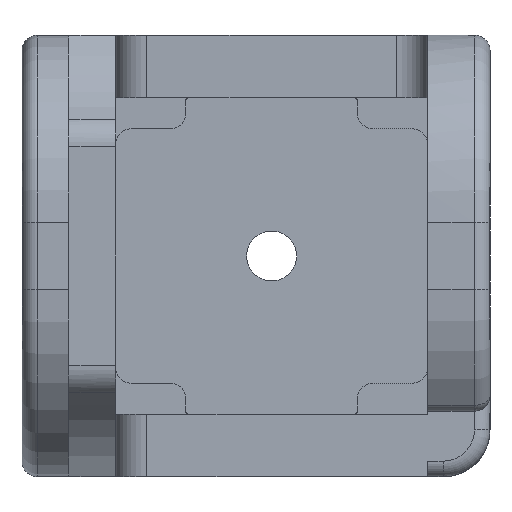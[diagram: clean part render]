
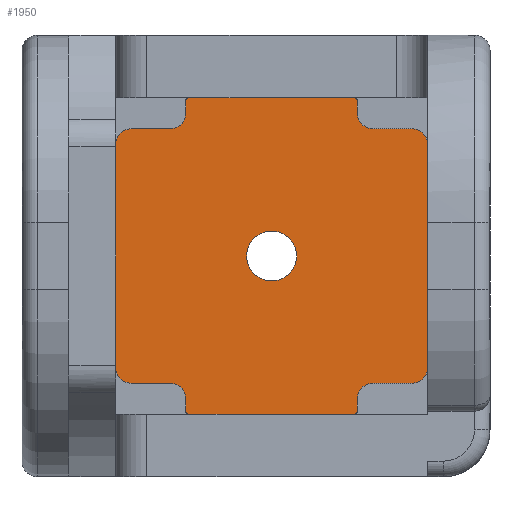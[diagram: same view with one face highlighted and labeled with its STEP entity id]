
A CAD part, left-side view. The second image highlights one B-rep face of the part: STEP entity #1950.
In plain terms, the highlighted planar face has unit normal (-1, 0, 0).
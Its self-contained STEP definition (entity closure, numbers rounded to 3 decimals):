
#115=FACE_BOUND('',#243,.T.);
#128=FACE_OUTER_BOUND('',#242,.T.);
#242=EDGE_LOOP('',(#1364,#1365,#1366,#1367,#1368,#1369,#1370,#1371,#1372,
#1373,#1374,#1375,#1376,#1377,#1378,#1379,#1380,#1381,#1382,#1383,#1384,
#1385,#1386,#1387));
#243=EDGE_LOOP('',(#1388));
#369=CIRCLE('',#2095,0.2);
#370=CIRCLE('',#2096,1.);
#371=CIRCLE('',#2097,1.);
#372=CIRCLE('',#2098,1.);
#373=CIRCLE('',#2099,1.);
#374=CIRCLE('',#2100,0.2);
#375=CIRCLE('',#2101,0.2);
#376=CIRCLE('',#2102,1.);
#377=CIRCLE('',#2103,1.);
#378=CIRCLE('',#2104,1.);
#379=CIRCLE('',#2105,1.);
#380=CIRCLE('',#2106,0.2);
#381=CIRCLE('',#2107,1.6);
#465=LINE('',#2944,#634);
#469=LINE('',#2951,#638);
#472=LINE('',#2957,#641);
#480=LINE('',#2976,#649);
#491=LINE('',#3012,#660);
#496=LINE('',#3028,#665);
#502=LINE('',#3045,#671);
#503=LINE('',#3052,#672);
#504=LINE('',#3057,#673);
#505=LINE('',#3061,#674);
#506=LINE('',#3066,#675);
#507=LINE('',#3070,#676);
#634=VECTOR('',#2319,1000.);
#638=VECTOR('',#2325,1000.);
#641=VECTOR('',#2330,1000.);
#649=VECTOR('',#2342,1000.);
#660=VECTOR('',#2369,1000.);
#665=VECTOR('',#2382,1000.);
#671=VECTOR('',#2396,1000.);
#672=VECTOR('',#2405,1000.);
#673=VECTOR('',#2410,1000.);
#674=VECTOR('',#2413,1000.);
#675=VECTOR('',#2418,1000.);
#676=VECTOR('',#2421,1000.);
#809=VERTEX_POINT('',#2942);
#810=VERTEX_POINT('',#2943);
#811=VERTEX_POINT('',#2948);
#812=VERTEX_POINT('',#2950);
#813=VERTEX_POINT('',#2954);
#814=VERTEX_POINT('',#2956);
#822=VERTEX_POINT('',#2973);
#823=VERTEX_POINT('',#2975);
#839=VERTEX_POINT('',#3009);
#840=VERTEX_POINT('',#3011);
#846=VERTEX_POINT('',#3026);
#847=VERTEX_POINT('',#3027);
#853=VERTEX_POINT('',#3042);
#854=VERTEX_POINT('',#3044);
#855=VERTEX_POINT('',#3049);
#856=VERTEX_POINT('',#3051);
#857=VERTEX_POINT('',#3054);
#858=VERTEX_POINT('',#3056);
#859=VERTEX_POINT('',#3058);
#860=VERTEX_POINT('',#3060);
#861=VERTEX_POINT('',#3063);
#862=VERTEX_POINT('',#3065);
#863=VERTEX_POINT('',#3067);
#864=VERTEX_POINT('',#3069);
#865=VERTEX_POINT('',#3072);
#1002=EDGE_CURVE('',#809,#810,#465,.T.);
#1006=EDGE_CURVE('',#812,#811,#469,.T.);
#1009=EDGE_CURVE('',#814,#813,#472,.T.);
#1018=EDGE_CURVE('',#823,#822,#480,.T.);
#1036=EDGE_CURVE('',#839,#840,#491,.T.);
#1044=EDGE_CURVE('',#846,#847,#496,.T.);
#1052=EDGE_CURVE('',#813,#853,#369,.F.);
#1053=EDGE_CURVE('',#854,#853,#502,.T.);
#1054=EDGE_CURVE('',#854,#812,#370,.T.);
#1055=EDGE_CURVE('',#811,#840,#371,.F.);
#1056=EDGE_CURVE('',#839,#810,#372,.F.);
#1057=EDGE_CURVE('',#809,#855,#373,.T.);
#1058=EDGE_CURVE('',#856,#855,#503,.T.);
#1059=EDGE_CURVE('',#856,#847,#374,.F.);
#1060=EDGE_CURVE('',#846,#857,#375,.F.);
#1061=EDGE_CURVE('',#857,#858,#504,.T.);
#1062=EDGE_CURVE('',#858,#859,#376,.T.);
#1063=EDGE_CURVE('',#860,#859,#505,.T.);
#1064=EDGE_CURVE('',#860,#823,#377,.F.);
#1065=EDGE_CURVE('',#822,#861,#378,.F.);
#1066=EDGE_CURVE('',#861,#862,#506,.T.);
#1067=EDGE_CURVE('',#862,#863,#379,.T.);
#1068=EDGE_CURVE('',#863,#864,#507,.T.);
#1069=EDGE_CURVE('',#864,#814,#380,.F.);
#1070=EDGE_CURVE('',#865,#865,#381,.T.);
#1364=ORIENTED_EDGE('',*,*,#1009,.T.);
#1365=ORIENTED_EDGE('',*,*,#1052,.T.);
#1366=ORIENTED_EDGE('',*,*,#1053,.F.);
#1367=ORIENTED_EDGE('',*,*,#1054,.T.);
#1368=ORIENTED_EDGE('',*,*,#1006,.T.);
#1369=ORIENTED_EDGE('',*,*,#1055,.T.);
#1370=ORIENTED_EDGE('',*,*,#1036,.F.);
#1371=ORIENTED_EDGE('',*,*,#1056,.T.);
#1372=ORIENTED_EDGE('',*,*,#1002,.F.);
#1373=ORIENTED_EDGE('',*,*,#1057,.T.);
#1374=ORIENTED_EDGE('',*,*,#1058,.F.);
#1375=ORIENTED_EDGE('',*,*,#1059,.T.);
#1376=ORIENTED_EDGE('',*,*,#1044,.F.);
#1377=ORIENTED_EDGE('',*,*,#1060,.T.);
#1378=ORIENTED_EDGE('',*,*,#1061,.T.);
#1379=ORIENTED_EDGE('',*,*,#1062,.T.);
#1380=ORIENTED_EDGE('',*,*,#1063,.F.);
#1381=ORIENTED_EDGE('',*,*,#1064,.T.);
#1382=ORIENTED_EDGE('',*,*,#1018,.T.);
#1383=ORIENTED_EDGE('',*,*,#1065,.T.);
#1384=ORIENTED_EDGE('',*,*,#1066,.T.);
#1385=ORIENTED_EDGE('',*,*,#1067,.T.);
#1386=ORIENTED_EDGE('',*,*,#1068,.T.);
#1387=ORIENTED_EDGE('',*,*,#1069,.T.);
#1388=ORIENTED_EDGE('',*,*,#1070,.T.);
#1908=PLANE('',#2094);
#1950=ADVANCED_FACE('',(#128,#115),#1908,.F.);
#2094=AXIS2_PLACEMENT_3D('',#3041,#2392,#2393);
#2095=AXIS2_PLACEMENT_3D('',#3043,#2394,#2395);
#2096=AXIS2_PLACEMENT_3D('',#3046,#2397,#2398);
#2097=AXIS2_PLACEMENT_3D('',#3047,#2399,#2400);
#2098=AXIS2_PLACEMENT_3D('',#3048,#2401,#2402);
#2099=AXIS2_PLACEMENT_3D('',#3050,#2403,#2404);
#2100=AXIS2_PLACEMENT_3D('',#3053,#2406,#2407);
#2101=AXIS2_PLACEMENT_3D('',#3055,#2408,#2409);
#2102=AXIS2_PLACEMENT_3D('',#3059,#2411,#2412);
#2103=AXIS2_PLACEMENT_3D('',#3062,#2414,#2415);
#2104=AXIS2_PLACEMENT_3D('',#3064,#2416,#2417);
#2105=AXIS2_PLACEMENT_3D('',#3068,#2419,#2420);
#2106=AXIS2_PLACEMENT_3D('',#3071,#2422,#2423);
#2107=AXIS2_PLACEMENT_3D('',#3073,#2424,#2425);
#2319=DIRECTION('',(0.,-1.,0.));
#2325=DIRECTION('',(0.,-1.,0.));
#2330=DIRECTION('',(0.,-1.,0.));
#2342=DIRECTION('',(0.,0.,-1.));
#2369=DIRECTION('',(0.,0.,-1.));
#2382=DIRECTION('',(0.,-1.,0.));
#2392=DIRECTION('center_axis',(1.,0.,0.));
#2393=DIRECTION('ref_axis',(0.,1.,0.));
#2394=DIRECTION('center_axis',(1.,0.,0.));
#2395=DIRECTION('ref_axis',(0.,0.,-1.));
#2396=DIRECTION('',(0.,0.,-1.));
#2397=DIRECTION('center_axis',(1.,0.,0.));
#2398=DIRECTION('ref_axis',(0.,0.,-1.));
#2399=DIRECTION('center_axis',(1.,0.,0.));
#2400=DIRECTION('ref_axis',(0.,0.,-1.));
#2401=DIRECTION('center_axis',(1.,0.,0.));
#2402=DIRECTION('ref_axis',(0.,0.,-1.));
#2403=DIRECTION('center_axis',(1.,0.,0.));
#2404=DIRECTION('ref_axis',(0.,0.,-1.));
#2405=DIRECTION('',(0.,0.,-1.));
#2406=DIRECTION('center_axis',(1.,0.,0.));
#2407=DIRECTION('ref_axis',(0.,0.,-1.));
#2408=DIRECTION('center_axis',(1.,0.,0.));
#2409=DIRECTION('ref_axis',(0.,0.,-1.));
#2410=DIRECTION('',(0.,0.,-1.));
#2411=DIRECTION('center_axis',(1.,0.,0.));
#2412=DIRECTION('ref_axis',(0.,0.,-1.));
#2413=DIRECTION('',(0.,-1.,0.));
#2414=DIRECTION('center_axis',(1.,0.,0.));
#2415=DIRECTION('ref_axis',(0.,0.,-1.));
#2416=DIRECTION('center_axis',(1.,0.,0.));
#2417=DIRECTION('ref_axis',(0.,0.,-1.));
#2418=DIRECTION('',(0.,-1.,0.));
#2419=DIRECTION('center_axis',(1.,0.,0.));
#2420=DIRECTION('ref_axis',(0.,0.,-1.));
#2421=DIRECTION('',(0.,0.,-1.));
#2422=DIRECTION('center_axis',(1.,0.,0.));
#2423=DIRECTION('ref_axis',(0.,0.,-1.));
#2424=DIRECTION('center_axis',(1.,0.,0.));
#2425=DIRECTION('ref_axis',(0.,0.,-1.));
#2942=CARTESIAN_POINT('',(41.,-6.5,8.15));
#2943=CARTESIAN_POINT('',(41.,-9.,8.15));
#2944=CARTESIAN_POINT('',(41.,0.,8.15));
#2948=CARTESIAN_POINT('',(41.,-9.,-8.15));
#2950=CARTESIAN_POINT('',(41.,-6.5,-8.15));
#2951=CARTESIAN_POINT('',(41.,0.,-8.15));
#2954=CARTESIAN_POINT('',(41.,-5.3,-10.15));
#2956=CARTESIAN_POINT('',(41.,5.3,-10.15));
#2957=CARTESIAN_POINT('',(41.,0.,-10.15));
#2973=CARTESIAN_POINT('',(41.,10.,-7.15));
#2975=CARTESIAN_POINT('',(41.,10.,7.15));
#2976=CARTESIAN_POINT('',(41.,10.,0.));
#3009=CARTESIAN_POINT('',(41.,-10.,7.15));
#3011=CARTESIAN_POINT('',(41.,-10.,-7.15));
#3012=CARTESIAN_POINT('',(41.,-10.,0.));
#3026=CARTESIAN_POINT('',(41.,5.3,10.15));
#3027=CARTESIAN_POINT('',(41.,-5.3,10.15));
#3028=CARTESIAN_POINT('',(41.,0.,10.15));
#3041=CARTESIAN_POINT('Origin',(41.,0.,0.));
#3042=CARTESIAN_POINT('',(41.,-5.5,-9.95));
#3043=CARTESIAN_POINT('Origin',(41.,-5.3,-9.95));
#3044=CARTESIAN_POINT('',(41.,-5.5,-9.15));
#3045=CARTESIAN_POINT('',(41.,-5.5,0.));
#3046=CARTESIAN_POINT('Origin',(41.,-6.5,-9.15));
#3047=CARTESIAN_POINT('Origin',(41.,-9.,-7.15));
#3048=CARTESIAN_POINT('Origin',(41.,-9.,7.15));
#3049=CARTESIAN_POINT('',(41.,-5.5,9.15));
#3050=CARTESIAN_POINT('Origin',(41.,-6.5,9.15));
#3051=CARTESIAN_POINT('',(41.,-5.5,9.95));
#3052=CARTESIAN_POINT('',(41.,-5.5,0.));
#3053=CARTESIAN_POINT('Origin',(41.,-5.3,9.95));
#3054=CARTESIAN_POINT('',(41.,5.5,9.95));
#3055=CARTESIAN_POINT('Origin',(41.,5.3,9.95));
#3056=CARTESIAN_POINT('',(41.,5.5,9.15));
#3057=CARTESIAN_POINT('',(41.,5.5,0.));
#3058=CARTESIAN_POINT('',(41.,6.5,8.15));
#3059=CARTESIAN_POINT('Origin',(41.,6.5,9.15));
#3060=CARTESIAN_POINT('',(41.,9.,8.15));
#3061=CARTESIAN_POINT('',(41.,0.,8.15));
#3062=CARTESIAN_POINT('Origin',(41.,9.,7.15));
#3063=CARTESIAN_POINT('',(41.,9.,-8.15));
#3064=CARTESIAN_POINT('Origin',(41.,9.,-7.15));
#3065=CARTESIAN_POINT('',(41.,6.5,-8.15));
#3066=CARTESIAN_POINT('',(41.,0.,-8.15));
#3067=CARTESIAN_POINT('',(41.,5.5,-9.15));
#3068=CARTESIAN_POINT('Origin',(41.,6.5,-9.15));
#3069=CARTESIAN_POINT('',(41.,5.5,-9.95));
#3070=CARTESIAN_POINT('',(41.,5.5,0.));
#3071=CARTESIAN_POINT('Origin',(41.,5.3,-9.95));
#3072=CARTESIAN_POINT('',(41.,0.,-1.6));
#3073=CARTESIAN_POINT('Origin',(41.,0.,0.));
